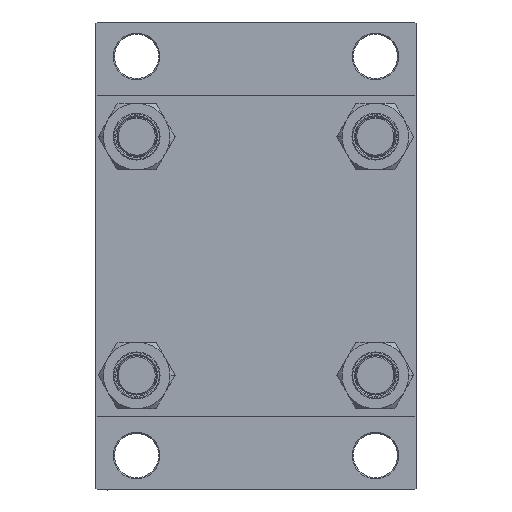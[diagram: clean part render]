
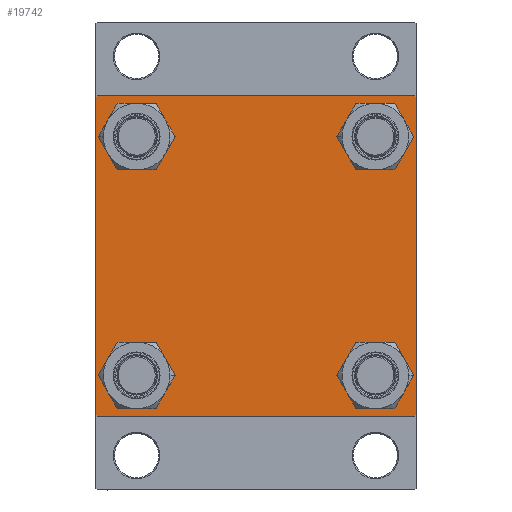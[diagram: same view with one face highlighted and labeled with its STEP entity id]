
A CAD part, left-side view. The second image highlights one B-rep face of the part: STEP entity #19742.
In plain terms, the highlighted planar face has unit normal (-1, 0, 0).
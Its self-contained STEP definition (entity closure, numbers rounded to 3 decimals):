
#471 = ORIENTED_EDGE ( 'NONE', *, *, #36710, .T. ) ;
#766 = DIRECTION ( 'NONE',  ( 0., 0., 1. ) ) ;
#1112 = DIRECTION ( 'NONE',  ( 0., 0., 1. ) ) ;
#1117 = DIRECTION ( 'NONE',  ( 0., 0., -1. ) ) ;
#1578 = CARTESIAN_POINT ( 'NONE',  ( 0., 48.45, -48.45 ) ) ;
#1903 = ORIENTED_EDGE ( 'NONE', *, *, #39670, .T. ) ;
#2321 = EDGE_CURVE ( 'NONE', #6715, #16994, #22257, .T. ) ;
#2824 = AXIS2_PLACEMENT_3D ( 'NONE', #46238, #42852, #24436 ) ;
#3476 = CARTESIAN_POINT ( 'NONE',  ( 0., -64.75, 64.75 ) ) ;
#3778 = VECTOR ( 'NONE', #18641, 1000. ) ;
#3860 = CARTESIAN_POINT ( 'NONE',  ( 0., 65., 65. ) ) ;
#4051 = EDGE_LOOP ( 'NONE', ( #1903, #471, #25186, #47311, #31101, #17051, #21627, #21176 ) ) ;
#4317 = VERTEX_POINT ( 'NONE', #15904 ) ;
#4982 = ORIENTED_EDGE ( 'NONE', *, *, #37239, .T. ) ;
#5436 = DIRECTION ( 'NONE',  ( 0., 0., 1. ) ) ;
#6370 = AXIS2_PLACEMENT_3D ( 'NONE', #1578, #34275, #1112 ) ;
#6715 = VERTEX_POINT ( 'NONE', #45964 ) ;
#7465 = CIRCLE ( 'NONE', #2824, 8.5 ) ;
#7941 = EDGE_CURVE ( 'NONE', #7979, #22076, #47791, .T. ) ;
#7970 = EDGE_CURVE ( 'NONE', #34417, #16994, #25042, .T. ) ;
#7979 = VERTEX_POINT ( 'NONE', #43450 ) ;
#8291 = DIRECTION ( 'NONE',  ( 0., 0., -1. ) ) ;
#8477 = DIRECTION ( 'NONE',  ( 0., 0., 1. ) ) ;
#8782 = CARTESIAN_POINT ( 'NONE',  ( 0., 64.5, -65. ) ) ;
#9192 = CIRCLE ( 'NONE', #36241, 8.5 ) ;
#9247 = VERTEX_POINT ( 'NONE', #21972 ) ;
#9328 = CIRCLE ( 'NONE', #22458, 8.5 ) ;
#9569 = ORIENTED_EDGE ( 'NONE', *, *, #33442, .T. ) ;
#9607 = CARTESIAN_POINT ( 'NONE',  ( 0., -48.45, -48.45 ) ) ;
#10533 = CARTESIAN_POINT ( 'NONE',  ( 0., -48.45, -48.45 ) ) ;
#10734 = CARTESIAN_POINT ( 'NONE',  ( 0., -64.75, -64.75 ) ) ;
#10931 = DIRECTION ( 'NONE',  ( 0., 0., 1. ) ) ;
#10957 = ORIENTED_EDGE ( 'NONE', *, *, #14025, .T. ) ;
#10982 = DIRECTION ( 'NONE',  ( 0., -0.707, 0.707 ) ) ;
#11756 = CIRCLE ( 'NONE', #6370, 8.5 ) ;
#11907 = DIRECTION ( 'NONE',  ( 1., 0., 0. ) ) ;
#12079 = VERTEX_POINT ( 'NONE', #29132 ) ;
#12106 = DIRECTION ( 'NONE',  ( 1., 0., 0. ) ) ;
#12607 = CARTESIAN_POINT ( 'NONE',  ( 0., -64.5, 65. ) ) ;
#12762 = DIRECTION ( 'NONE',  ( 0., 0., 1. ) ) ;
#13271 = EDGE_CURVE ( 'NONE', #22348, #35982, #11756, .T. ) ;
#13848 = CARTESIAN_POINT ( 'NONE',  ( 0., 0., 0. ) ) ;
#14025 = EDGE_CURVE ( 'NONE', #35982, #22348, #21107, .T. ) ;
#14110 = AXIS2_PLACEMENT_3D ( 'NONE', #19258, #26753, #5436 ) ;
#14202 = CARTESIAN_POINT ( 'NONE',  ( 0., 64.75, 64.75 ) ) ;
#15672 = VECTOR ( 'NONE', #1117, 1000. ) ;
#15904 = CARTESIAN_POINT ( 'NONE',  ( 0., -48.45, -56.95 ) ) ;
#16095 = VERTEX_POINT ( 'NONE', #25826 ) ;
#16994 = VERTEX_POINT ( 'NONE', #12607 ) ;
#17051 = ORIENTED_EDGE ( 'NONE', *, *, #7970, .T. ) ;
#17099 = LINE ( 'NONE', #18047, #21083 ) ;
#17426 = VERTEX_POINT ( 'NONE', #34568 ) ;
#17645 = EDGE_CURVE ( 'NONE', #34417, #22076, #45916, .T. ) ;
#18047 = CARTESIAN_POINT ( 'NONE',  ( 0., 65., -65. ) ) ;
#18263 = VERTEX_POINT ( 'NONE', #28505 ) ;
#18445 = FACE_BOUND ( 'NONE', #38486, .T. ) ;
#18641 = DIRECTION ( 'NONE',  ( 0., -1., 0. ) ) ;
#19258 = CARTESIAN_POINT ( 'NONE',  ( 0., 48.45, -48.45 ) ) ;
#19742 = ADVANCED_FACE ( 'NONE', ( #21828, #18445, #36597, #32720, #21355 ), #32481, .T. ) ;
#20603 = ORIENTED_EDGE ( 'NONE', *, *, #24799, .T. ) ;
#20868 = VECTOR ( 'NONE', #10982, 1000. ) ;
#21036 = EDGE_LOOP ( 'NONE', ( #10957, #26751 ) ) ;
#21083 = VECTOR ( 'NONE', #21672, 1000. ) ;
#21107 = CIRCLE ( 'NONE', #14110, 8.5 ) ;
#21176 = ORIENTED_EDGE ( 'NONE', *, *, #38426, .T. ) ;
#21355 = FACE_OUTER_BOUND ( 'NONE', #4051, .T. ) ;
#21593 = EDGE_CURVE ( 'NONE', #37401, #17426, #32054, .T. ) ;
#21627 = ORIENTED_EDGE ( 'NONE', *, *, #2321, .F. ) ;
#21672 = DIRECTION ( 'NONE',  ( 0., -1., 0. ) ) ;
#21828 = FACE_BOUND ( 'NONE', #45241, .T. ) ;
#21972 = CARTESIAN_POINT ( 'NONE',  ( 0., -48.45, 56.95 ) ) ;
#22076 = VERTEX_POINT ( 'NONE', #23998 ) ;
#22257 = LINE ( 'NONE', #3860, #3778 ) ;
#22348 = VERTEX_POINT ( 'NONE', #24894 ) ;
#22458 = AXIS2_PLACEMENT_3D ( 'NONE', #45288, #12106, #8477 ) ;
#23843 = AXIS2_PLACEMENT_3D ( 'NONE', #10533, #23939, #24178 ) ;
#23939 = DIRECTION ( 'NONE',  ( 1., 0., 0. ) ) ;
#23998 = CARTESIAN_POINT ( 'NONE',  ( 0., -65., -64.5 ) ) ;
#24178 = DIRECTION ( 'NONE',  ( 0., 0., 1. ) ) ;
#24436 = DIRECTION ( 'NONE',  ( 0., 0., 1. ) ) ;
#24799 = EDGE_CURVE ( 'NONE', #18263, #9247, #7465, .T. ) ;
#24894 = CARTESIAN_POINT ( 'NONE',  ( 0., 48.45, -56.95 ) ) ;
#25042 = LINE ( 'NONE', #3476, #43297 ) ;
#25186 = ORIENTED_EDGE ( 'NONE', *, *, #45843, .T. ) ;
#25519 = DIRECTION ( 'NONE',  ( 0., 0.707, 0.707 ) ) ;
#25756 = DIRECTION ( 'NONE',  ( 0., -0.707, -0.707 ) ) ;
#25826 = CARTESIAN_POINT ( 'NONE',  ( 0., 65., 64.5 ) ) ;
#26168 = AXIS2_PLACEMENT_3D ( 'NONE', #35261, #32332, #31865 ) ;
#26299 = DIRECTION ( 'NONE',  ( 0., 0.707, -0.707 ) ) ;
#26460 = LINE ( 'NONE', #41477, #35560 ) ;
#26751 = ORIENTED_EDGE ( 'NONE', *, *, #13271, .T. ) ;
#26753 = DIRECTION ( 'NONE',  ( 1., 0., 0. ) ) ;
#27025 = CARTESIAN_POINT ( 'NONE',  ( 0., -65., 65. ) ) ;
#27697 = ORIENTED_EDGE ( 'NONE', *, *, #28834, .T. ) ;
#28505 = CARTESIAN_POINT ( 'NONE',  ( 0., -48.45, 39.95 ) ) ;
#28834 = EDGE_CURVE ( 'NONE', #17426, #37401, #46290, .T. ) ;
#29085 = DIRECTION ( 'NONE',  ( -1., 0., 0. ) ) ;
#29132 = CARTESIAN_POINT ( 'NONE',  ( 0., 65., -64.5 ) ) ;
#29896 = CARTESIAN_POINT ( 'NONE',  ( 0., -65., 64.5 ) ) ;
#29969 = CARTESIAN_POINT ( 'NONE',  ( 0., 48.45, 56.95 ) ) ;
#31101 = ORIENTED_EDGE ( 'NONE', *, *, #17645, .F. ) ;
#31465 = EDGE_LOOP ( 'NONE', ( #47833, #27697 ) ) ;
#31865 = DIRECTION ( 'NONE',  ( 0., 0., 1. ) ) ;
#32054 = CIRCLE ( 'NONE', #45184, 8.5 ) ;
#32332 = DIRECTION ( 'NONE',  ( 1., 0., 0. ) ) ;
#32335 = CIRCLE ( 'NONE', #23843, 8.5 ) ;
#32456 = EDGE_CURVE ( 'NONE', #47168, #4317, #32335, .T. ) ;
#32481 = PLANE ( 'NONE',  #45893 ) ;
#32720 = FACE_BOUND ( 'NONE', #31465, .T. ) ;
#33442 = EDGE_CURVE ( 'NONE', #4317, #47168, #9192, .T. ) ;
#34275 = DIRECTION ( 'NONE',  ( 1., 0., 0. ) ) ;
#34417 = VERTEX_POINT ( 'NONE', #29896 ) ;
#34568 = CARTESIAN_POINT ( 'NONE',  ( 0., 48.45, 39.95 ) ) ;
#34909 = CARTESIAN_POINT ( 'NONE',  ( 0., -48.45, -39.95 ) ) ;
#35261 = CARTESIAN_POINT ( 'NONE',  ( 0., 48.45, 48.45 ) ) ;
#35560 = VECTOR ( 'NONE', #25756, 1000. ) ;
#35982 = VERTEX_POINT ( 'NONE', #42851 ) ;
#36241 = AXIS2_PLACEMENT_3D ( 'NONE', #9607, #42541, #12762 ) ;
#36597 = FACE_BOUND ( 'NONE', #21036, .T. ) ;
#36710 = EDGE_CURVE ( 'NONE', #12079, #39862, #26460, .T. ) ;
#37217 = VECTOR ( 'NONE', #8291, 1000. ) ;
#37239 = EDGE_CURVE ( 'NONE', #9247, #18263, #9328, .T. ) ;
#37401 = VERTEX_POINT ( 'NONE', #29969 ) ;
#37977 = VECTOR ( 'NONE', #26299, 1000. ) ;
#38426 = EDGE_CURVE ( 'NONE', #6715, #16095, #44698, .T. ) ;
#38486 = EDGE_LOOP ( 'NONE', ( #40209, #9569 ) ) ;
#39670 = EDGE_CURVE ( 'NONE', #16095, #12079, #41479, .T. ) ;
#39862 = VERTEX_POINT ( 'NONE', #8782 ) ;
#40209 = ORIENTED_EDGE ( 'NONE', *, *, #32456, .T. ) ;
#41218 = CARTESIAN_POINT ( 'NONE',  ( 0., 48.45, 48.45 ) ) ;
#41477 = CARTESIAN_POINT ( 'NONE',  ( 0., 64.75, -64.75 ) ) ;
#41479 = LINE ( 'NONE', #45112, #37217 ) ;
#42541 = DIRECTION ( 'NONE',  ( 1., 0., 0. ) ) ;
#42851 = CARTESIAN_POINT ( 'NONE',  ( 0., 48.45, -39.95 ) ) ;
#42852 = DIRECTION ( 'NONE',  ( 1., 0., 0. ) ) ;
#43297 = VECTOR ( 'NONE', #25519, 1000. ) ;
#43450 = CARTESIAN_POINT ( 'NONE',  ( 0., -64.5, -65. ) ) ;
#44698 = LINE ( 'NONE', #14202, #37977 ) ;
#45112 = CARTESIAN_POINT ( 'NONE',  ( 0., 65., 65. ) ) ;
#45184 = AXIS2_PLACEMENT_3D ( 'NONE', #41218, #11907, #766 ) ;
#45241 = EDGE_LOOP ( 'NONE', ( #4982, #20603 ) ) ;
#45288 = CARTESIAN_POINT ( 'NONE',  ( 0., -48.45, 48.45 ) ) ;
#45843 = EDGE_CURVE ( 'NONE', #39862, #7979, #17099, .T. ) ;
#45893 = AXIS2_PLACEMENT_3D ( 'NONE', #13848, #29085, #10931 ) ;
#45916 = LINE ( 'NONE', #27025, #15672 ) ;
#45964 = CARTESIAN_POINT ( 'NONE',  ( 0., 64.5, 65. ) ) ;
#46238 = CARTESIAN_POINT ( 'NONE',  ( 0., -48.45, 48.45 ) ) ;
#46290 = CIRCLE ( 'NONE', #26168, 8.5 ) ;
#47168 = VERTEX_POINT ( 'NONE', #34909 ) ;
#47311 = ORIENTED_EDGE ( 'NONE', *, *, #7941, .T. ) ;
#47791 = LINE ( 'NONE', #10734, #20868 ) ;
#47833 = ORIENTED_EDGE ( 'NONE', *, *, #21593, .T. ) ;
